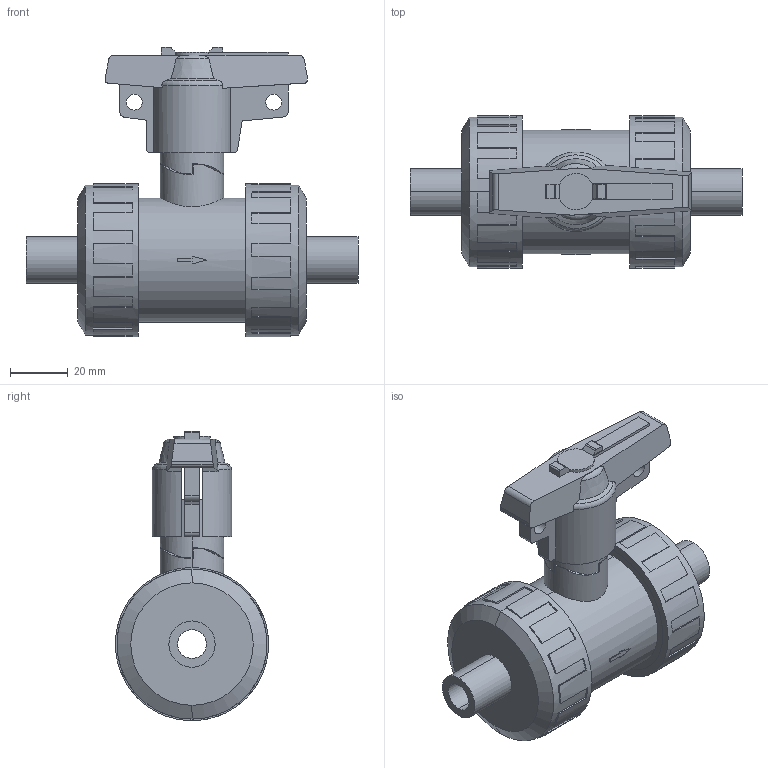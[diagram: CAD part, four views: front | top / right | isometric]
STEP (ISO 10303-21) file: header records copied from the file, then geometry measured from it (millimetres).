
FILE_DESCRIPTION(('STEP AP214'),'1');
FILE_NAME('cctmp_8BC6AA9C-F718-4F97-82E5-7FE564D87E54_2021_10_21_14_23_36_0045..stp','2021-10-21T12:23:36',('Praher Valves GmbH'),('CADClick - www.CADClick.com'),'Spatial InterOp 3D',' ','unknown authorization');
FILE_SCHEMA(('AUTOMOTIVE_DESIGN'));
Length unit declared in the file: millimetre
Products named in the file (1): 129495
Bounding box: 115 x 53 x 100.17 mm (x, y, z)
Volume: 172888 mm3; surface area: 48989 mm2
Topology: 1 solids, 1 shells, 302 faces, 840 edges, 555 vertices
Faces by surface type: plane 218, cylinder 60, cone 16, torus 8
Entity records: 12503 total; most frequent: CARTESIAN_POINT 2123, DIRECTION 1689, ORIENTED_EDGE 1680, EDGE_CURVE 840, AXIS2_PLACEMENT_3D 591, VERTEX_POINT 555, LINE 507, VECTOR 507
